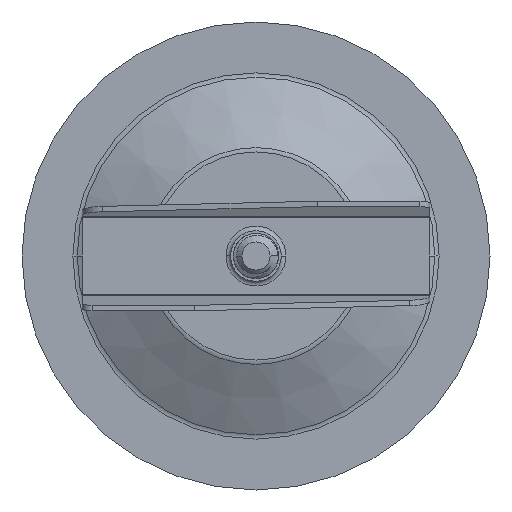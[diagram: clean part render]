
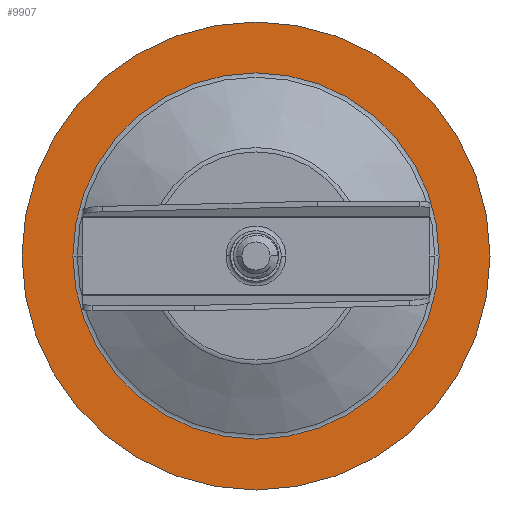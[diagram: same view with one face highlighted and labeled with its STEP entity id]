
A CAD part, front view. The second image highlights one B-rep face of the part: STEP entity #9907.
In plain terms, the highlighted planar face has unit normal (0, -1, 0).
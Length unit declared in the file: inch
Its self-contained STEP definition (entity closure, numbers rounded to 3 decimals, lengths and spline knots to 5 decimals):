
#9755=CARTESIAN_POINT('',(0.995,1.52864,-0.995));
#9756=DIRECTION('',(0.,-1.,0.));
#9757=DIRECTION('',(-1.,0.,0.));
#9758=AXIS2_PLACEMENT_3D('',#9755,#9756,#9757);
#9760=CARTESIAN_POINT('',(0.995,1.52864,-0.995));
#9761=DIRECTION('',(0.,1.,0.));
#9762=DIRECTION('',(-1.,0.,0.));
#9763=AXIS2_PLACEMENT_3D('',#9760,#9761,#9762);
#9847=CARTESIAN_POINT('',(-0.105,1.52864,-0.995));
#9849=VERTEX_POINT('',#9847);
#9851=CARTESIAN_POINT('',(2.095,1.52864,-0.995));
#9853=VERTEX_POINT('',#9851);
#9897=CARTESIAN_POINT('',(0.995,1.52864,-0.995));
#9898=DIRECTION('',(0.,1.,0.));
#9899=DIRECTION('',(1.,0.,0.));
#9900=AXIS2_PLACEMENT_3D('',#9897,#9898,#9899);
#9901=PLANE('',#9900);
#9903=ORIENTED_EDGE('',*,*,#9902,.F.);
#9904=ORIENTED_EDGE('',*,*,#9892,.T.);
#9905=EDGE_LOOP('',(#9903,#9904));
#9906=FACE_OUTER_BOUND('',#9905,.F.);
#9907=ADVANCED_FACE('',(#9906),#9901,.F.);
#9759=CIRCLE('',#9758,1.1);
#9764=CIRCLE('',#9763,1.1);
#9892=EDGE_CURVE('',#9849,#9853,#9764,.T.);
#9902=EDGE_CURVE('',#9849,#9853,#9759,.T.);
